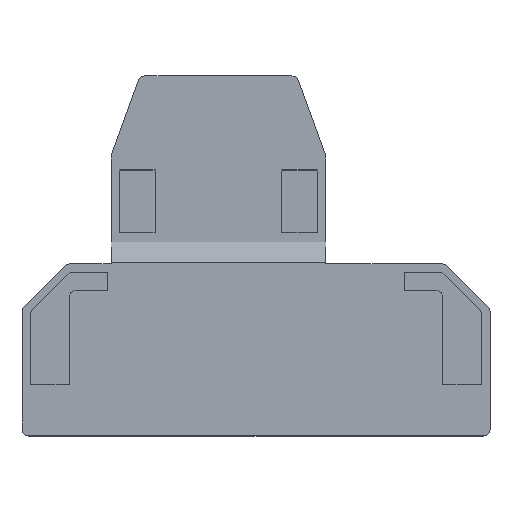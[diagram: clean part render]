
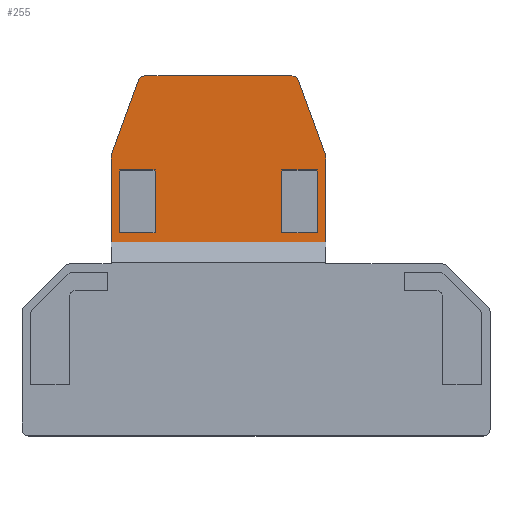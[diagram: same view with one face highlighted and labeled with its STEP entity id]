
A CAD part, top view. The second image highlights one B-rep face of the part: STEP entity #255.
In plain terms, the highlighted planar face has unit normal (0, 0, 1).
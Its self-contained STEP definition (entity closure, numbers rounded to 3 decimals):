
#255=ADVANCED_FACE('',(#1371,#1373,#1375),#1377,.T.);
#1371=FACE_BOUND('',#1372,.T.);
#1372=EDGE_LOOP('',(#2309,#2310,#2311,#2312,#2313,#2314,#2315,#2316,#2317,#2318));
#1373=FACE_BOUND('',#1374,.T.);
#1374=EDGE_LOOP('',(#2319,#2320,#2321,#2322));
#1375=FACE_BOUND('',#1376,.T.);
#1376=EDGE_LOOP('',(#2323,#2324,#2325,#2326));
#1377=PLANE('',#1378);
#1378=AXIS2_PLACEMENT_3D('',#1379,#1380,#1381);
#1379=CARTESIAN_POINT('',(2038.436,121.23,7.7));
#1380=DIRECTION('',(0.,0.,1.));
#1381=DIRECTION('',(1.,0.,0.));
#2309=ORIENTED_EDGE('',*,*,#2924,.T.);
#2310=ORIENTED_EDGE('',*,*,#2925,.T.);
#2311=ORIENTED_EDGE('',*,*,#2926,.T.);
#2312=ORIENTED_EDGE('',*,*,#2927,.T.);
#2313=ORIENTED_EDGE('',*,*,#2928,.F.);
#2314=ORIENTED_EDGE('',*,*,#2929,.T.);
#2315=ORIENTED_EDGE('',*,*,#2930,.T.);
#2316=ORIENTED_EDGE('',*,*,#2931,.T.);
#2317=ORIENTED_EDGE('',*,*,#2932,.T.);
#2318=ORIENTED_EDGE('',*,*,#2933,.T.);
#2319=ORIENTED_EDGE('',*,*,#2934,.F.);
#2320=ORIENTED_EDGE('',*,*,#2935,.T.);
#2321=ORIENTED_EDGE('',*,*,#2936,.T.);
#2322=ORIENTED_EDGE('',*,*,#2937,.T.);
#2323=ORIENTED_EDGE('',*,*,#2938,.F.);
#2324=ORIENTED_EDGE('',*,*,#2939,.T.);
#2325=ORIENTED_EDGE('',*,*,#2940,.T.);
#2326=ORIENTED_EDGE('',*,*,#2941,.T.);
#2924=EDGE_CURVE('',#3398,#3399,#3400,.T.);
#2925=EDGE_CURVE('',#3399,#3401,#3402,.T.);
#2926=EDGE_CURVE('',#3401,#3403,#3404,.T.);
#2927=EDGE_CURVE('',#3403,#3405,#3406,.T.);
#2928=EDGE_CURVE('',#3407,#3405,#3408,.T.);
#2929=EDGE_CURVE('',#3407,#3409,#3410,.T.);
#2930=EDGE_CURVE('',#3409,#3411,#3412,.T.);
#2931=EDGE_CURVE('',#3411,#3413,#3414,.T.);
#2932=EDGE_CURVE('',#3413,#3415,#3416,.T.);
#2933=EDGE_CURVE('',#3415,#3398,#3417,.T.);
#2934=EDGE_CURVE('',#3418,#3419,#3420,.T.);
#2935=EDGE_CURVE('',#3418,#3421,#3422,.T.);
#2936=EDGE_CURVE('',#3421,#3423,#3424,.T.);
#2937=EDGE_CURVE('',#3423,#3419,#3425,.T.);
#2938=EDGE_CURVE('',#3426,#3427,#3428,.T.);
#2939=EDGE_CURVE('',#3426,#3429,#3430,.T.);
#2940=EDGE_CURVE('',#3429,#3431,#3432,.T.);
#2941=EDGE_CURVE('',#3431,#3427,#3433,.T.);
#3398=VERTEX_POINT('',#4321);
#3399=VERTEX_POINT('',#4322);
#3400=LINE('',#4323,#4324);
#3401=VERTEX_POINT('',#4326);
#3402=CIRCLE('',#4327,0.5);
#3403=VERTEX_POINT('',#4331);
#3404=LINE('',#4332,#4333);
#3405=VERTEX_POINT('',#4335);
#3406=CIRCLE('',#4336,1.);
#3407=VERTEX_POINT('',#4340);
#3408=LINE('',#4341,#4342);
#3409=VERTEX_POINT('',#4344);
#3410=CIRCLE('',#4345,1.);
#3411=VERTEX_POINT('',#4349);
#3412=LINE('',#4350,#4351);
#3413=VERTEX_POINT('',#4353);
#3414=CIRCLE('',#4354,0.5);
#3415=VERTEX_POINT('',#4358);
#3416=LINE('',#4359,#4360);
#3417=LINE('',#4362,#4363);
#3418=VERTEX_POINT('',#4365);
#3419=VERTEX_POINT('',#4366);
#3420=LINE('',#4367,#4368);
#3421=VERTEX_POINT('',#4370);
#3422=LINE('',#4371,#4372);
#3423=VERTEX_POINT('',#4374);
#3424=LINE('',#4375,#4376);
#3425=LINE('',#4378,#4379);
#3426=VERTEX_POINT('',#4381);
#3427=VERTEX_POINT('',#4382);
#3428=LINE('',#4383,#4384);
#3429=VERTEX_POINT('',#4386);
#3430=LINE('',#4387,#4388);
#3431=VERTEX_POINT('',#4390);
#3432=LINE('',#4391,#4392);
#3433=LINE('',#4394,#4395);
#4321=CARTESIAN_POINT('',(2076.836,109.444,7.7));
#4322=CARTESIAN_POINT('',(2076.836,121.819,7.7));
#4323=CARTESIAN_POINT('',(2076.836,109.444,7.7));
#4324=VECTOR('',#4325,1.);
#4325=DIRECTION('',(0.,1.,0.));
#4326=CARTESIAN_POINT('',(2076.806,121.99,7.7));
#4327=AXIS2_PLACEMENT_3D('',#4328,#4329,#4330);
#4328=CARTESIAN_POINT('',(2076.336,121.819,7.7));
#4329=DIRECTION('',(0.,0.,1.));
#4330=DIRECTION('',(1.,0.,0.));
#4331=CARTESIAN_POINT('',(2072.926,132.651,7.7));
#4332=CARTESIAN_POINT('',(2076.806,121.99,7.7));
#4333=VECTOR('',#4334,1.);
#4334=DIRECTION('',(-0.342,0.94,0.));
#4335=CARTESIAN_POINT('',(2071.986,133.309,7.7));
#4336=AXIS2_PLACEMENT_3D('',#4337,#4338,#4339);
#4337=CARTESIAN_POINT('',(2071.986,132.309,7.7));
#4338=DIRECTION('',(0.,0.,1.));
#4339=DIRECTION('',(0.94,0.342,0.));
#4340=CARTESIAN_POINT('',(2050.887,133.309,7.7));
#4341=CARTESIAN_POINT('',(2050.887,133.309,7.7));
#4342=VECTOR('',#4343,1.);
#4343=DIRECTION('',(1.,0.,0.));
#4344=CARTESIAN_POINT('',(2049.947,132.651,7.7));
#4345=AXIS2_PLACEMENT_3D('',#4346,#4347,#4348);
#4346=CARTESIAN_POINT('',(2050.887,132.309,7.7));
#4347=DIRECTION('',(0.,0.,1.));
#4348=DIRECTION('',(0.,1.,0.));
#4349=CARTESIAN_POINT('',(2046.067,121.99,7.7));
#4350=CARTESIAN_POINT('',(2049.947,132.651,7.7));
#4351=VECTOR('',#4352,1.);
#4352=DIRECTION('',(-0.342,-0.94,0.));
#4353=CARTESIAN_POINT('',(2046.036,121.819,7.7));
#4354=AXIS2_PLACEMENT_3D('',#4355,#4356,#4357);
#4355=CARTESIAN_POINT('',(2046.536,121.819,7.7));
#4356=DIRECTION('',(0.,0.,1.));
#4357=DIRECTION('',(-0.94,0.342,0.));
#4358=CARTESIAN_POINT('',(2046.036,109.444,7.7));
#4359=CARTESIAN_POINT('',(2046.036,121.819,7.7));
#4360=VECTOR('',#4361,1.);
#4361=DIRECTION('',(0.,-1.,0.));
#4362=CARTESIAN_POINT('',(2046.036,109.444,7.7));
#4363=VECTOR('',#4364,1.);
#4364=DIRECTION('',(1.,0.,0.));
#4365=CARTESIAN_POINT('',(2052.336,110.809,7.7));
#4366=CARTESIAN_POINT('',(2052.336,119.809,7.7));
#4367=CARTESIAN_POINT('',(2052.336,110.809,7.7));
#4368=VECTOR('',#4369,1.);
#4369=DIRECTION('',(0.,1.,0.));
#4370=CARTESIAN_POINT('',(2047.236,110.809,7.7));
#4371=CARTESIAN_POINT('',(2052.336,110.809,7.7));
#4372=VECTOR('',#4373,1.);
#4373=DIRECTION('',(-1.,0.,0.));
#4374=CARTESIAN_POINT('',(2047.236,119.809,7.7));
#4375=CARTESIAN_POINT('',(2047.236,110.809,7.7));
#4376=VECTOR('',#4377,1.);
#4377=DIRECTION('',(0.,1.,0.));
#4378=CARTESIAN_POINT('',(2047.236,119.809,7.7));
#4379=VECTOR('',#4380,1.);
#4380=DIRECTION('',(1.,0.,0.));
#4381=CARTESIAN_POINT('',(2070.536,119.809,7.7));
#4382=CARTESIAN_POINT('',(2070.536,110.809,7.7));
#4383=CARTESIAN_POINT('',(2070.536,119.809,7.7));
#4384=VECTOR('',#4385,1.);
#4385=DIRECTION('',(0.,-1.,0.));
#4386=CARTESIAN_POINT('',(2075.636,119.809,7.7));
#4387=CARTESIAN_POINT('',(2070.536,119.809,7.7));
#4388=VECTOR('',#4389,1.);
#4389=DIRECTION('',(1.,0.,0.));
#4390=CARTESIAN_POINT('',(2075.636,110.809,7.7));
#4391=CARTESIAN_POINT('',(2075.636,119.809,7.7));
#4392=VECTOR('',#4393,1.);
#4393=DIRECTION('',(0.,-1.,0.));
#4394=CARTESIAN_POINT('',(2075.636,110.809,7.7));
#4395=VECTOR('',#4396,1.);
#4396=DIRECTION('',(-1.,0.,0.));
